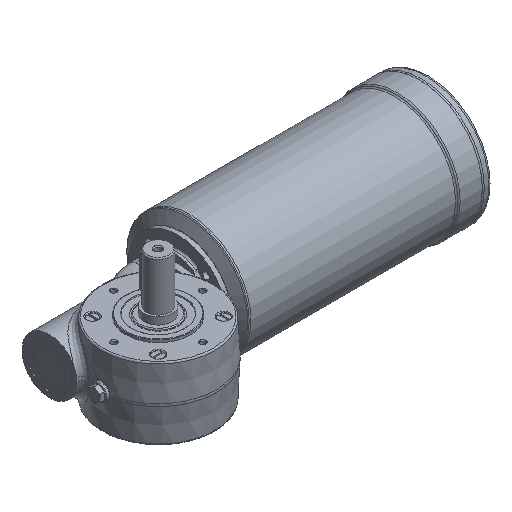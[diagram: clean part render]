
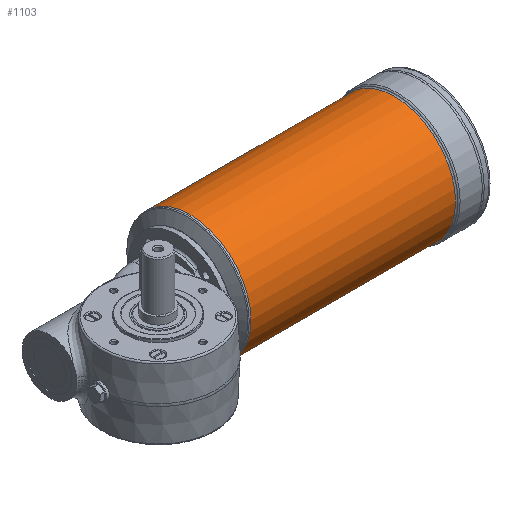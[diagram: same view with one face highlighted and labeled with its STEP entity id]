
A CAD part, isometric view. The second image highlights one B-rep face of the part: STEP entity #1103.
In plain terms, the highlighted cylindrical face has radius 64.5 mm (diameter 129 mm), a full revolution.
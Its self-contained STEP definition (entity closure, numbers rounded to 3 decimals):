
#1103 = ADVANCED_FACE( '', ( #2514, #2515 ), #2516, .T. );
#2514 = FACE_OUTER_BOUND( '', #6054, .T. );
#2515 = FACE_OUTER_BOUND( '', #6055, .T. );
#2516 = CYLINDRICAL_SURFACE( '', #6056, 64.5 );
#6054 = EDGE_LOOP( '', ( #9667 ) );
#6055 = EDGE_LOOP( '', ( #9668 ) );
#6056 = AXIS2_PLACEMENT_3D( '', #9669, #9670, #9671 );
#9667 = ORIENTED_EDGE( '', *, *, #10705, .T. );
#9668 = ORIENTED_EDGE( '', *, *, #11292, .T. );
#9669 = CARTESIAN_POINT( '', ( 243.668, 50., 0. ) );
#9670 = DIRECTION( '', ( -1., 0., 0. ) );
#9671 = DIRECTION( '', ( 0., 1., 0. ) );
#10705 = EDGE_CURVE( '', #12051, #12051, #12052, .F. );
#11292 = EDGE_CURVE( '', #12987, #12987, #12988, .T. );
#12051 = VERTEX_POINT( '', #14058 );
#12052 = CIRCLE( '', #14059, 64.5 );
#12987 = VERTEX_POINT( '', #16002 );
#12988 = CIRCLE( '', #16003, 64.5 );
#14058 = CARTESIAN_POINT( '', ( 299.672, 114.5, 0. ) );
#14059 = AXIS2_PLACEMENT_3D( '', #17898, #17899, #17900 );
#16002 = CARTESIAN_POINT( '', ( 83.5, 114.5, 0. ) );
#16003 = AXIS2_PLACEMENT_3D( '', #18666, #18667, #18668 );
#17898 = CARTESIAN_POINT( '', ( 299.672, 50., 0. ) );
#17899 = DIRECTION( '', ( 1., 0., 0. ) );
#17900 = DIRECTION( '', ( 0., 1., 0. ) );
#18666 = CARTESIAN_POINT( '', ( 83.5, 50., 0. ) );
#18667 = DIRECTION( '', ( 1., 0., 0. ) );
#18668 = DIRECTION( '', ( 0., 1., 0. ) );
